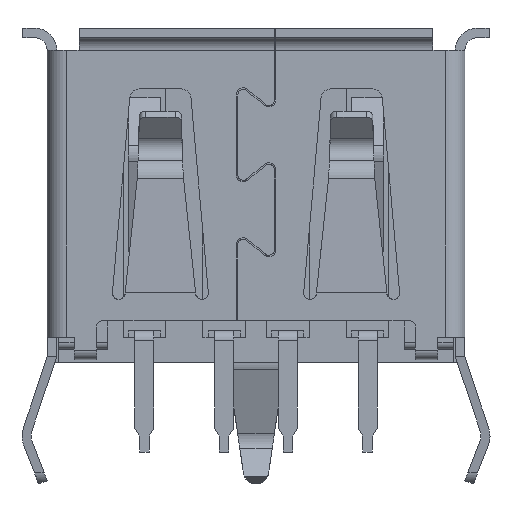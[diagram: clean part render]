
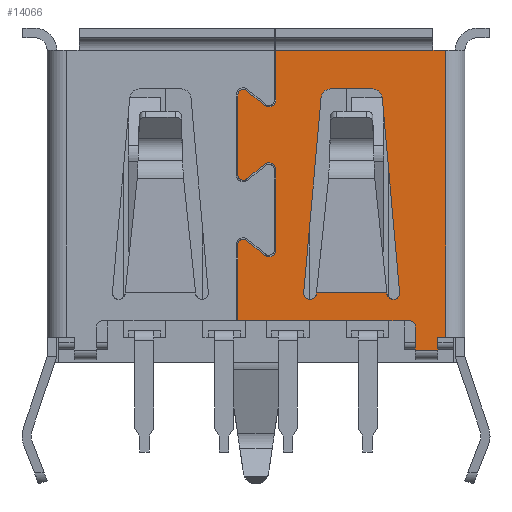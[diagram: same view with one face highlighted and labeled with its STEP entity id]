
A CAD part, front view. The second image highlights one B-rep face of the part: STEP entity #14066.
In plain terms, the highlighted planar face has unit normal (0, -1, 0).
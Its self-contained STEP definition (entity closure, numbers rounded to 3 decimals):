
#3986=CARTESIAN_POINT('',(4.305,-2.86,-2.81));
#3987=DIRECTION('',(0.,-1.,0.));
#3988=DIRECTION('',(-1.,0.,0.));
#3989=AXIS2_PLACEMENT_3D('',#3986,#3987,#3988);
#3991=DIRECTION('',(-0.089,0.,0.996));
#3992=VECTOR('',#3991,6.133);
#3993=CARTESIAN_POINT('',(4.504,-2.86,-2.792));
#3994=LINE('',#3993,#3992);
#3995=CARTESIAN_POINT('',(3.66,-2.86,3.29));
#3996=DIRECTION('',(0.,-1.,0.));
#3997=DIRECTION('',(0.996,0.,0.089));
#3998=AXIS2_PLACEMENT_3D('',#3995,#3996,#3997);
#4000=DIRECTION('',(-1.,0.,0.));
#4001=VECTOR('',#4000,1.32);
#4002=CARTESIAN_POINT('',(3.66,-2.86,3.59));
#4003=LINE('',#4002,#4001);
#4004=CARTESIAN_POINT('',(2.34,-2.86,3.29));
#4005=DIRECTION('',(0.,-1.,0.));
#4006=DIRECTION('',(0.,0.,1.));
#4007=AXIS2_PLACEMENT_3D('',#4004,#4005,#4006);
#4009=DIRECTION('',(-0.089,0.,-0.996));
#4010=VECTOR('',#4009,6.133);
#4011=CARTESIAN_POINT('',(2.041,-2.86,3.317));
#4012=LINE('',#4011,#4010);
#4013=CARTESIAN_POINT('',(1.695,-2.86,-2.81));
#4014=DIRECTION('',(0.,-1.,0.));
#4015=DIRECTION('',(-0.996,0.,0.089));
#4016=AXIS2_PLACEMENT_3D('',#4013,#4014,#4015);
#4018=DIRECTION('',(1.,0.,0.));
#4019=VECTOR('',#4018,2.209);
#4020=CARTESIAN_POINT('',(1.896,-2.86,-2.81));
#4021=LINE('',#4020,#4019);
#4145=DIRECTION('',(0.,0.,1.));
#4146=VECTOR('',#4145,2.38);
#4147=CARTESIAN_POINT('',(-0.575,-2.86,-3.68));
#4148=LINE('',#4147,#4146);
#4149=CARTESIAN_POINT('',(-0.4,-2.86,-1.3));
#4150=DIRECTION('',(0.,-1.,0.));
#4151=DIRECTION('',(0.644,0.,0.765));
#4152=AXIS2_PLACEMENT_3D('',#4149,#4150,#4151);
#4154=DIRECTION('',(0.765,0.,-0.644));
#4155=VECTOR('',#4154,0.709);
#4156=CARTESIAN_POINT('',(-0.287,-2.86,-1.166));
#4157=LINE('',#4156,#4155);
#4158=CARTESIAN_POINT('',(0.4,-2.86,-1.45));
#4159=DIRECTION('',(0.,-1.,0.));
#4160=DIRECTION('',(-0.644,0.,-0.765));
#4161=AXIS2_PLACEMENT_3D('',#4158,#4159,#4160);
#4163=DIRECTION('',(0.,0.,1.));
#4164=VECTOR('',#4163,2.5);
#4165=CARTESIAN_POINT('',(0.625,-2.86,-1.45));
#4166=LINE('',#4165,#4164);
#4167=CARTESIAN_POINT('',(0.4,-2.86,1.05));
#4168=DIRECTION('',(0.,-1.,0.));
#4169=DIRECTION('',(1.,0.,0.));
#4170=AXIS2_PLACEMENT_3D('',#4167,#4168,#4169);
#4172=DIRECTION('',(-0.765,0.,-0.644));
#4173=VECTOR('',#4172,0.709);
#4174=CARTESIAN_POINT('',(0.255,-2.86,1.222));
#4175=LINE('',#4174,#4173);
#4176=CARTESIAN_POINT('',(-0.4,-2.86,0.9));
#4177=DIRECTION('',(0.,-1.,0.));
#4178=DIRECTION('',(-1.,0.,0.));
#4179=AXIS2_PLACEMENT_3D('',#4176,#4177,#4178);
#4181=DIRECTION('',(0.,0.,1.));
#4182=VECTOR('',#4181,2.5);
#4183=CARTESIAN_POINT('',(-0.575,-2.86,0.9));
#4184=LINE('',#4183,#4182);
#4185=CARTESIAN_POINT('',(-0.4,-2.86,3.4));
#4186=DIRECTION('',(0.,-1.,0.));
#4187=DIRECTION('',(0.644,0.,0.765));
#4188=AXIS2_PLACEMENT_3D('',#4185,#4186,#4187);
#4190=DIRECTION('',(0.765,0.,-0.644));
#4191=VECTOR('',#4190,0.709);
#4192=CARTESIAN_POINT('',(-0.287,-2.86,3.534));
#4193=LINE('',#4192,#4191);
#4194=CARTESIAN_POINT('',(0.4,-2.86,3.25));
#4195=DIRECTION('',(0.,-1.,0.));
#4196=DIRECTION('',(-0.644,0.,-0.765));
#4197=AXIS2_PLACEMENT_3D('',#4194,#4195,#4196);
#4199=DIRECTION('',(0.,0.,-1.));
#4200=VECTOR('',#4199,1.55);
#4201=CARTESIAN_POINT('',(0.625,-2.86,4.8));
#4202=LINE('',#4201,#4200);
#4203=DIRECTION('',(1.,0.,0.));
#4204=VECTOR('',#4203,4.925);
#4205=CARTESIAN_POINT('',(0.625,-2.86,4.8));
#4206=LINE('',#4205,#4204);
#4207=DIRECTION('',(1.,0.,0.));
#4208=VECTOR('',#4207,0.25);
#4209=CARTESIAN_POINT('',(5.7,-2.86,-4.2));
#4210=LINE('',#4209,#4208);
#4211=DIRECTION('',(1.,0.,0.));
#4212=VECTOR('',#4211,0.7);
#4213=CARTESIAN_POINT('',(5.,-2.86,-4.6));
#4214=LINE('',#4213,#4212);
#4215=DIRECTION('',(0.,0.,1.));
#4216=VECTOR('',#4215,0.72);
#4217=CARTESIAN_POINT('',(5.,-2.86,-4.6));
#4218=LINE('',#4217,#4216);
#4219=CARTESIAN_POINT('',(4.8,-2.86,-3.88));
#4220=DIRECTION('',(0.,-1.,0.));
#4221=DIRECTION('',(1.,0.,0.));
#4222=AXIS2_PLACEMENT_3D('',#4219,#4220,#4221);
#4224=DIRECTION('',(-1.,0.,0.));
#4225=VECTOR('',#4224,5.375);
#4226=CARTESIAN_POINT('',(4.8,-2.86,-3.68));
#4227=LINE('',#4226,#4225);
#4883=DIRECTION('',(1.,0.,0.));
#4884=VECTOR('',#4883,0.4);
#4885=CARTESIAN_POINT('',(5.55,-2.86,4.8));
#4886=LINE('',#4885,#4884);
#4983=DIRECTION('',(0.,0.,1.));
#4984=VECTOR('',#4983,0.4);
#4985=CARTESIAN_POINT('',(5.7,-2.86,-4.6));
#4986=LINE('',#4985,#4984);
#5437=DIRECTION('',(0.,0.,1.));
#5438=VECTOR('',#5437,9.);
#5439=CARTESIAN_POINT('',(5.95,-2.86,-4.2));
#5440=LINE('',#5439,#5438);
#6717=CARTESIAN_POINT('',(5.95,-2.86,4.8));
#6719=VERTEX_POINT('',#6717);
#6829=CARTESIAN_POINT('',(5.55,-2.86,4.8));
#6831=VERTEX_POINT('',#6829);
#6925=CARTESIAN_POINT('',(4.504,-2.86,-2.792));
#6926=CARTESIAN_POINT('',(3.959,-2.86,3.317));
#6927=VERTEX_POINT('',#6925);
#6928=VERTEX_POINT('',#6926);
#6929=CARTESIAN_POINT('',(3.66,-2.86,3.59));
#6930=VERTEX_POINT('',#6929);
#6931=CARTESIAN_POINT('',(2.34,-2.86,3.59));
#6932=VERTEX_POINT('',#6931);
#6933=CARTESIAN_POINT('',(2.041,-2.86,3.317));
#6934=VERTEX_POINT('',#6933);
#6935=CARTESIAN_POINT('',(1.496,-2.86,-2.792));
#6936=VERTEX_POINT('',#6935);
#7058=CARTESIAN_POINT('',(1.896,-2.86,-2.81));
#7059=VERTEX_POINT('',#7058);
#7060=CARTESIAN_POINT('',(4.104,-2.86,-2.81));
#7061=VERTEX_POINT('',#7060);
#7383=CARTESIAN_POINT('',(5.,-2.86,-3.88));
#7384=CARTESIAN_POINT('',(4.8,-2.86,-3.68));
#7385=VERTEX_POINT('',#7383);
#7386=VERTEX_POINT('',#7384);
#7574=CARTESIAN_POINT('',(5.95,-2.86,-4.2));
#7576=VERTEX_POINT('',#7574);
#7980=CARTESIAN_POINT('',(5.,-2.86,-4.6));
#7981=VERTEX_POINT('',#7980);
#7990=CARTESIAN_POINT('',(5.7,-2.86,-4.6));
#7991=VERTEX_POINT('',#7990);
#7998=CARTESIAN_POINT('',(5.7,-2.86,-4.2));
#7999=VERTEX_POINT('',#7998);
#8144=CARTESIAN_POINT('',(-0.575,-2.86,-3.68));
#8145=CARTESIAN_POINT('',(-0.575,-2.86,-1.3));
#8146=VERTEX_POINT('',#8144);
#8147=VERTEX_POINT('',#8145);
#8148=CARTESIAN_POINT('',(-0.287,-2.86,-1.166));
#8149=VERTEX_POINT('',#8148);
#8150=CARTESIAN_POINT('',(0.255,-2.86,-1.622));
#8151=VERTEX_POINT('',#8150);
#8152=CARTESIAN_POINT('',(0.625,-2.86,-1.45));
#8153=VERTEX_POINT('',#8152);
#8154=CARTESIAN_POINT('',(0.625,-2.86,1.05));
#8155=VERTEX_POINT('',#8154);
#8156=CARTESIAN_POINT('',(0.255,-2.86,1.222));
#8157=VERTEX_POINT('',#8156);
#8158=CARTESIAN_POINT('',(-0.287,-2.86,0.766));
#8159=VERTEX_POINT('',#8158);
#8160=CARTESIAN_POINT('',(-0.575,-2.86,0.9));
#8161=VERTEX_POINT('',#8160);
#8162=CARTESIAN_POINT('',(-0.575,-2.86,3.4));
#8163=VERTEX_POINT('',#8162);
#8164=CARTESIAN_POINT('',(-0.287,-2.86,3.534));
#8165=VERTEX_POINT('',#8164);
#8166=CARTESIAN_POINT('',(0.255,-2.86,3.078));
#8167=VERTEX_POINT('',#8166);
#8168=CARTESIAN_POINT('',(0.625,-2.86,3.25));
#8169=VERTEX_POINT('',#8168);
#8170=CARTESIAN_POINT('',(0.625,-2.86,4.8));
#8171=VERTEX_POINT('',#8170);
#13999=CARTESIAN_POINT('',(-5.95,-2.86,-4.8));
#14000=DIRECTION('',(0.,-1.,0.));
#14001=DIRECTION('',(1.,0.,0.));
#14002=AXIS2_PLACEMENT_3D('',#13999,#14000,#14001);
#14003=PLANE('',#14002);
#14005=ORIENTED_EDGE('',*,*,#14004,.T.);
#14007=ORIENTED_EDGE('',*,*,#14006,.F.);
#14009=ORIENTED_EDGE('',*,*,#14008,.T.);
#14011=ORIENTED_EDGE('',*,*,#14010,.T.);
#14013=ORIENTED_EDGE('',*,*,#14012,.T.);
#14015=ORIENTED_EDGE('',*,*,#14014,.T.);
#14017=ORIENTED_EDGE('',*,*,#14016,.T.);
#14019=ORIENTED_EDGE('',*,*,#14018,.F.);
#14021=ORIENTED_EDGE('',*,*,#14020,.T.);
#14023=ORIENTED_EDGE('',*,*,#14022,.F.);
#14025=ORIENTED_EDGE('',*,*,#14024,.T.);
#14027=ORIENTED_EDGE('',*,*,#14026,.T.);
#14029=ORIENTED_EDGE('',*,*,#14028,.F.);
#14031=ORIENTED_EDGE('',*,*,#14030,.T.);
#14033=ORIENTED_EDGE('',*,*,#14032,.T.);
#14035=ORIENTED_EDGE('',*,*,#14034,.F.);
#14037=ORIENTED_EDGE('',*,*,#14036,.F.);
#14039=ORIENTED_EDGE('',*,*,#14038,.F.);
#14041=ORIENTED_EDGE('',*,*,#14040,.F.);
#14043=ORIENTED_EDGE('',*,*,#14042,.T.);
#14045=ORIENTED_EDGE('',*,*,#14044,.T.);
#14047=ORIENTED_EDGE('',*,*,#14046,.T.);
#14048=EDGE_LOOP('',(#14005,#14007,#14009,#14011,#14013,#14015,#14017,#14019,
#14021,#14023,#14025,#14027,#14029,#14031,#14033,#14035,#14037,#14039,#14041,
#14043,#14045,#14047));
#14049=FACE_OUTER_BOUND('',#14048,.F.);
#14050=ORIENTED_EDGE('',*,*,#13908,.T.);
#14051=ORIENTED_EDGE('',*,*,#13920,.T.);
#14053=ORIENTED_EDGE('',*,*,#14052,.T.);
#14055=ORIENTED_EDGE('',*,*,#14054,.T.);
#14057=ORIENTED_EDGE('',*,*,#14056,.T.);
#14059=ORIENTED_EDGE('',*,*,#14058,.T.);
#14061=ORIENTED_EDGE('',*,*,#14060,.T.);
#14063=ORIENTED_EDGE('',*,*,#14062,.T.);
#14064=EDGE_LOOP('',(#14050,#14051,#14053,#14055,#14057,#14059,#14061,#14063));
#14065=FACE_BOUND('',#14064,.F.);
#14066=ADVANCED_FACE('',(#14049,#14065),#14003,.T.);
#3990=CIRCLE('',#3989,0.2);
#3999=CIRCLE('',#3998,0.3);
#4008=CIRCLE('',#4007,0.3);
#4017=CIRCLE('',#4016,0.2);
#4153=CIRCLE('',#4152,0.175);
#4162=CIRCLE('',#4161,0.225);
#4171=CIRCLE('',#4170,0.225);
#4180=CIRCLE('',#4179,0.175);
#4189=CIRCLE('',#4188,0.175);
#4198=CIRCLE('',#4197,0.225);
#4223=CIRCLE('',#4222,0.2);
#13908=EDGE_CURVE('',#7061,#6927,#3990,.T.);
#13920=EDGE_CURVE('',#6927,#6928,#3994,.T.);
#14004=EDGE_CURVE('',#8146,#8147,#4148,.T.);
#14006=EDGE_CURVE('',#8149,#8147,#4153,.T.);
#14008=EDGE_CURVE('',#8149,#8151,#4157,.T.);
#14010=EDGE_CURVE('',#8151,#8153,#4162,.T.);
#14012=EDGE_CURVE('',#8153,#8155,#4166,.T.);
#14014=EDGE_CURVE('',#8155,#8157,#4171,.T.);
#14016=EDGE_CURVE('',#8157,#8159,#4175,.T.);
#14018=EDGE_CURVE('',#8161,#8159,#4180,.T.);
#14020=EDGE_CURVE('',#8161,#8163,#4184,.T.);
#14022=EDGE_CURVE('',#8165,#8163,#4189,.T.);
#14024=EDGE_CURVE('',#8165,#8167,#4193,.T.);
#14026=EDGE_CURVE('',#8167,#8169,#4198,.T.);
#14028=EDGE_CURVE('',#8171,#8169,#4202,.T.);
#14030=EDGE_CURVE('',#8171,#6831,#4206,.T.);
#14032=EDGE_CURVE('',#6831,#6719,#4886,.T.);
#14034=EDGE_CURVE('',#7576,#6719,#5440,.T.);
#14036=EDGE_CURVE('',#7999,#7576,#4210,.T.);
#14038=EDGE_CURVE('',#7991,#7999,#4986,.T.);
#14040=EDGE_CURVE('',#7981,#7991,#4214,.T.);
#14042=EDGE_CURVE('',#7981,#7385,#4218,.T.);
#14044=EDGE_CURVE('',#7385,#7386,#4223,.T.);
#14046=EDGE_CURVE('',#7386,#8146,#4227,.T.);
#14052=EDGE_CURVE('',#6928,#6930,#3999,.T.);
#14054=EDGE_CURVE('',#6930,#6932,#4003,.T.);
#14056=EDGE_CURVE('',#6932,#6934,#4008,.T.);
#14058=EDGE_CURVE('',#6934,#6936,#4012,.T.);
#14060=EDGE_CURVE('',#6936,#7059,#4017,.T.);
#14062=EDGE_CURVE('',#7059,#7061,#4021,.T.);
